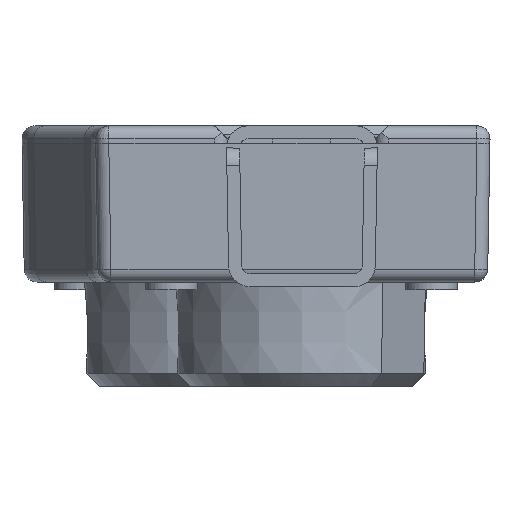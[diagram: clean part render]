
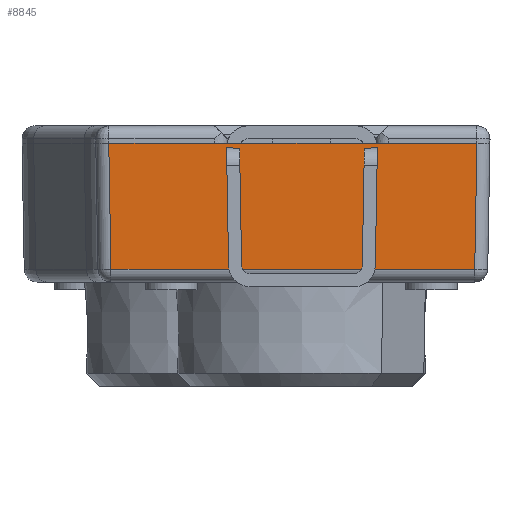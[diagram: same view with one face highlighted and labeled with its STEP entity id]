
A CAD part, left-side view. The second image highlights one B-rep face of the part: STEP entity #8845.
In plain terms, the highlighted planar face has unit normal (-1, 0, -0.018).
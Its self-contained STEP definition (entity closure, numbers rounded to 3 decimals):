
#588=FACE_BOUND('',#1308,.T.);
#589=FACE_BOUND('',#1309,.T.);
#824=FACE_OUTER_BOUND('',#1307,.T.);
#1307=EDGE_LOOP('',(#6683,#6684,#6685,#6686,#6687,#6688));
#1308=EDGE_LOOP('',(#6689,#6690,#6691,#6692));
#1309=EDGE_LOOP('',(#6693,#6694,#6695,#6696));
#1873=LINE('',#13225,#2796);
#1874=LINE('',#13229,#2797);
#1875=LINE('',#13233,#2798);
#1877=LINE('',#13236,#2800);
#1878=LINE('',#13241,#2801);
#1880=LINE('',#13245,#2803);
#1882=LINE('',#13249,#2805);
#1883=LINE('',#13252,#2806);
#1884=LINE('',#13257,#2807);
#1887=LINE('',#13264,#2810);
#1926=LINE('',#13397,#2849);
#2005=LINE('',#13816,#2928);
#2008=LINE('',#13848,#2931);
#2009=LINE('',#13849,#2932);
#2796=VECTOR('',#10607,1.);
#2797=VECTOR('',#10612,1.);
#2798=VECTOR('',#10617,1.);
#2800=VECTOR('',#10621,1.);
#2801=VECTOR('',#10626,1.);
#2803=VECTOR('',#10630,1.);
#2805=VECTOR('',#10634,1.);
#2806=VECTOR('',#10639,1.);
#2807=VECTOR('',#10644,1.);
#2810=VECTOR('',#10651,1.);
#2849=VECTOR('',#10748,1.);
#2928=VECTOR('',#10969,1.);
#2931=VECTOR('',#10978,1.);
#2932=VECTOR('',#10979,1.);
#3644=VERTEX_POINT('',#12882);
#3648=VERTEX_POINT('',#12891);
#3732=VERTEX_POINT('',#13222);
#3733=VERTEX_POINT('',#13224);
#3734=VERTEX_POINT('',#13228);
#3735=VERTEX_POINT('',#13232);
#3736=VERTEX_POINT('',#13238);
#3737=VERTEX_POINT('',#13240);
#3738=VERTEX_POINT('',#13244);
#3739=VERTEX_POINT('',#13248);
#3740=VERTEX_POINT('',#13254);
#3743=VERTEX_POINT('',#13261);
#3852=VERTEX_POINT('',#13807);
#3853=VERTEX_POINT('',#13815);
#4688=EDGE_CURVE('',#3732,#3733,#1873,.T.);
#4690=EDGE_CURVE('',#3733,#3734,#1874,.T.);
#4692=EDGE_CURVE('',#3735,#3734,#1875,.T.);
#4694=EDGE_CURVE('',#3732,#3735,#1877,.T.);
#4696=EDGE_CURVE('',#3736,#3737,#1878,.T.);
#4698=EDGE_CURVE('',#3738,#3737,#1880,.T.);
#4700=EDGE_CURVE('',#3739,#3738,#1882,.T.);
#4702=EDGE_CURVE('',#3739,#3736,#1883,.T.);
#4704=EDGE_CURVE('',#3648,#3740,#1884,.T.);
#4708=EDGE_CURVE('',#3644,#3743,#1887,.T.);
#4763=EDGE_CURVE('',#3648,#3644,#1926,.T.);
#4888=EDGE_CURVE('',#3852,#3853,#2005,.T.);
#4894=EDGE_CURVE('',#3743,#3852,#2008,.T.);
#4895=EDGE_CURVE('',#3853,#3740,#2009,.T.);
#6683=ORIENTED_EDGE('',*,*,#4888,.F.);
#6684=ORIENTED_EDGE('',*,*,#4894,.F.);
#6685=ORIENTED_EDGE('',*,*,#4708,.F.);
#6686=ORIENTED_EDGE('',*,*,#4763,.F.);
#6687=ORIENTED_EDGE('',*,*,#4704,.T.);
#6688=ORIENTED_EDGE('',*,*,#4895,.F.);
#6689=ORIENTED_EDGE('',*,*,#4702,.F.);
#6690=ORIENTED_EDGE('',*,*,#4700,.T.);
#6691=ORIENTED_EDGE('',*,*,#4698,.T.);
#6692=ORIENTED_EDGE('',*,*,#4696,.F.);
#6693=ORIENTED_EDGE('',*,*,#4694,.T.);
#6694=ORIENTED_EDGE('',*,*,#4692,.T.);
#6695=ORIENTED_EDGE('',*,*,#4690,.F.);
#6696=ORIENTED_EDGE('',*,*,#4688,.F.);
#8294=PLANE('',#9487);
#8845=ADVANCED_FACE('',(#824,#588,#589),#8294,.T.);
#9487=AXIS2_PLACEMENT_3D('',#13847,#10976,#10977);
#10607=DIRECTION('',(0.017,0.017,-1.));
#10612=DIRECTION('',(0.,-1.,0.));
#10617=DIRECTION('',(0.017,0.017,-1.));
#10621=DIRECTION('',(0.,-1.,0.017));
#10626=DIRECTION('',(-0.017,0.017,1.));
#10630=DIRECTION('',(0.,-1.,-0.017));
#10634=DIRECTION('',(-0.017,0.017,1.));
#10639=DIRECTION('',(0.,-1.,0.));
#10644=DIRECTION('',(-0.017,-0.017,1.));
#10651=DIRECTION('',(-0.017,0.017,1.));
#10748=DIRECTION('',(0.,1.,0.));
#10969=DIRECTION('',(0.,-1.,0.));
#10976=DIRECTION('center_axis',(-1.,0.,
-0.017));
#10977=DIRECTION('ref_axis',(0.,1.,0.));
#10978=DIRECTION('',(0.,-1.,0.));
#10979=DIRECTION('',(0.,-1.,0.));
#12882=CARTESIAN_POINT('',(-4.996,-3.554,0.237));
#12891=CARTESIAN_POINT('',(-4.996,-7.746,0.237));
#13222=CARTESIAN_POINT('',(-5.021,-6.474,1.633));
#13224=CARTESIAN_POINT('',(-5.006,-6.459,0.782));
#13225=CARTESIAN_POINT('',(-4.989,-6.442,-0.2));
#13228=CARTESIAN_POINT('',(-5.006,-6.609,0.782));
#13229=CARTESIAN_POINT('',(-5.006,-9.196,0.782));
#13232=CARTESIAN_POINT('',(-5.021,-6.624,1.636));
#13233=CARTESIAN_POINT('',(-4.988,-6.592,-0.203));
#13236=CARTESIAN_POINT('',(-5.02,-5.751,1.621));
#13238=CARTESIAN_POINT('',(-5.006,-5.051,0.782));
#13240=CARTESIAN_POINT('',(-5.021,-5.036,1.633));
#13241=CARTESIAN_POINT('',(-5.02,-5.037,1.579));
#13244=CARTESIAN_POINT('',(-5.021,-4.886,1.636));
#13245=CARTESIAN_POINT('',(-5.02,-5.759,1.621));
#13248=CARTESIAN_POINT('',(-5.006,-4.901,0.782));
#13249=CARTESIAN_POINT('',(-5.02,-4.887,1.577));
#13252=CARTESIAN_POINT('',(-5.006,-2.314,0.782));
#13254=CARTESIAN_POINT('',(-5.022,-7.772,1.69));
#13257=CARTESIAN_POINT('',(-5.023,-7.773,1.796));
#13261=CARTESIAN_POINT('',(-5.022,-3.528,1.69));
#13264=CARTESIAN_POINT('',(-5.025,-3.525,1.909));
#13397=CARTESIAN_POINT('',(-4.996,-5.65,0.237));
#13807=CARTESIAN_POINT('',(-5.022,-4.75,1.69));
#13815=CARTESIAN_POINT('',(-5.022,-6.75,1.69));
#13816=CARTESIAN_POINT('',(-5.022,-2.415,1.69));
#13847=CARTESIAN_POINT('Origin',(-5.025,-2.415,1.89));
#13848=CARTESIAN_POINT('',(-5.022,-122.14,1.69));
#13849=CARTESIAN_POINT('',(-5.022,-122.14,1.69));
